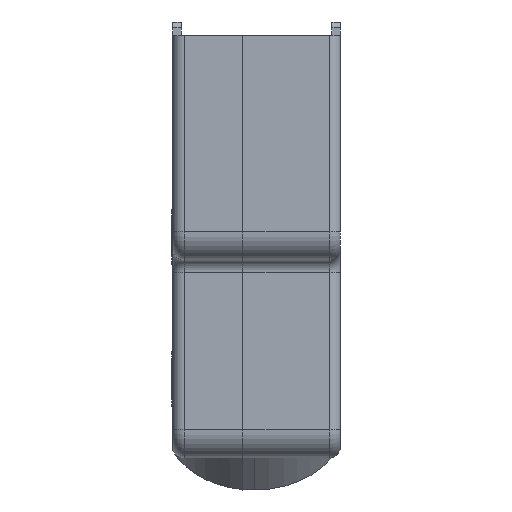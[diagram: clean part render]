
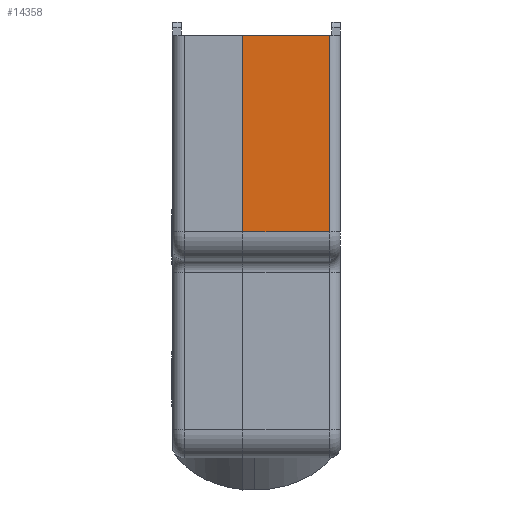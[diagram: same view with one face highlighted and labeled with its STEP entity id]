
A CAD part, left-side view. The second image highlights one B-rep face of the part: STEP entity #14358.
In plain terms, the highlighted planar face has unit normal (-1, 0, 0).
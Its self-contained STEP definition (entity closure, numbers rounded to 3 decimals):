
#58 = DIRECTION ( 'NONE',  ( 0., 0., 1. ) ) ;
#283 = PLANE ( 'NONE',  #12063 ) ;
#394 = CARTESIAN_POINT ( 'NONE',  ( -27., -7.6, -18.5 ) ) ;
#1318 = EDGE_CURVE ( 'NONE', #2018, #6613, #14234, .T. ) ;
#2018 = VERTEX_POINT ( 'NONE', #11873 ) ;
#2070 = VECTOR ( 'NONE', #13386, 1000. ) ;
#3960 = LINE ( 'NONE', #10673, #12551 ) ;
#4387 = EDGE_CURVE ( 'NONE', #9054, #6613, #8119, .T. ) ;
#5038 = ORIENTED_EDGE ( 'NONE', *, *, #18324, .F. ) ;
#5455 = FACE_OUTER_BOUND ( 'NONE', #6518, .T. ) ;
#5640 = CARTESIAN_POINT ( 'NONE',  ( -27., -8.6, -18.5 ) ) ;
#5644 = CARTESIAN_POINT ( 'NONE',  ( -27., -8.6, -1.2 ) ) ;
#5869 = LINE ( 'NONE', #5640, #9745 ) ;
#6518 = EDGE_LOOP ( 'NONE', ( #5038, #18914, #9934, #20796 ) ) ;
#6613 = VERTEX_POINT ( 'NONE', #20329 ) ;
#8119 = LINE ( 'NONE', #11515, #2070 ) ;
#9054 = VERTEX_POINT ( 'NONE', #18076 ) ;
#9386 = DIRECTION ( 'NONE',  ( 0., 1., 0. ) ) ;
#9745 = VECTOR ( 'NONE', #9386, 1000. ) ;
#9934 = ORIENTED_EDGE ( 'NONE', *, *, #1318, .T. ) ;
#10673 = CARTESIAN_POINT ( 'NONE',  ( -27., -7.6, -1.2 ) ) ;
#10784 = DIRECTION ( 'NONE',  ( 0., 0., 1. ) ) ;
#10900 = VERTEX_POINT ( 'NONE', #394 ) ;
#11515 = CARTESIAN_POINT ( 'NONE',  ( -27., 0., 0. ) ) ;
#11873 = CARTESIAN_POINT ( 'NONE',  ( -27., -7.6, -1.2 ) ) ;
#12063 = AXIS2_PLACEMENT_3D ( 'NONE', #20396, #15138, #58 ) ;
#12551 = VECTOR ( 'NONE', #10784, 1000. ) ;
#13386 = DIRECTION ( 'NONE',  ( 0., 0., 1. ) ) ;
#13670 = VECTOR ( 'NONE', #15977, 1000. ) ;
#14234 = LINE ( 'NONE', #5644, #13670 ) ;
#14358 = ADVANCED_FACE ( 'NONE', ( #5455 ), #283, .T. ) ;
#15138 = DIRECTION ( 'NONE',  ( -1., 0., 0. ) ) ;
#15977 = DIRECTION ( 'NONE',  ( 0., 1., 0. ) ) ;
#18076 = CARTESIAN_POINT ( 'NONE',  ( -27., 0., -18.5 ) ) ;
#18285 = EDGE_CURVE ( 'NONE', #10900, #2018, #3960, .T. ) ;
#18324 = EDGE_CURVE ( 'NONE', #10900, #9054, #5869, .T. ) ;
#18914 = ORIENTED_EDGE ( 'NONE', *, *, #18285, .T. ) ;
#20329 = CARTESIAN_POINT ( 'NONE',  ( -27., 0., -1.2 ) ) ;
#20396 = CARTESIAN_POINT ( 'NONE',  ( -27., -8.6, 0. ) ) ;
#20796 = ORIENTED_EDGE ( 'NONE', *, *, #4387, .F. ) ;
